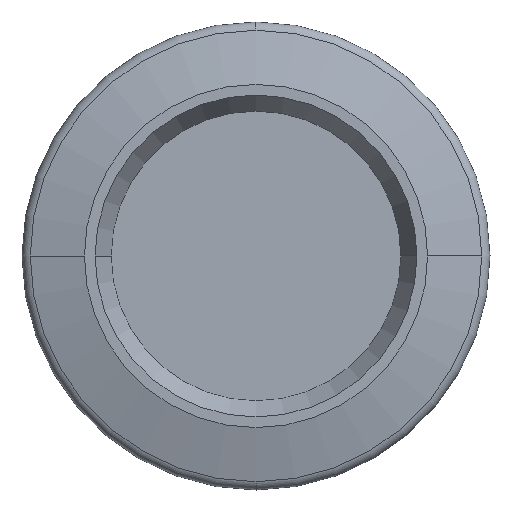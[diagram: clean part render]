
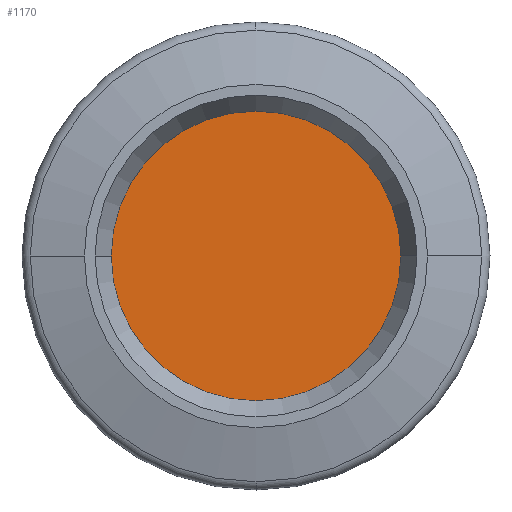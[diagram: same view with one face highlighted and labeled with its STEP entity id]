
A CAD part, left-side view. The second image highlights one B-rep face of the part: STEP entity #1170.
In plain terms, the highlighted planar face has unit normal (-1, 0, 0).
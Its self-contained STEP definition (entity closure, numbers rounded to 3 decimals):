
#522=CARTESIAN_POINT('',(3.8,13.,0.0));
#523=VERTEX_POINT('',#522);
#531=CARTESIAN_POINT('',(3.8,-13.,0.));
#532=VERTEX_POINT('',#531);
#539=CARTESIAN_POINT('',(3.8,0.0,0.0));
#540=DIRECTION('',(1.0,0.0,0.0));
#541=DIRECTION('',(0.0,1.0,0.0));
#542=AXIS2_PLACEMENT_3D('',#539,#540,#541);
#543=CIRCLE('',#542,13.);
#544=EDGE_CURVE('',#532,#523,#543,.T.);
#1155=CARTESIAN_POINT('',(3.8,1.198,-7.201));
#1156=DIRECTION('',(-1.0,0.0,0.0));
#1157=DIRECTION('',(0.0,0.986,0.164));
#1158=AXIS2_PLACEMENT_3D('',#1155,#1156,#1157);
#1159=PLANE('',#1158);
#1160=CARTESIAN_POINT('',(3.8,0.0,0.0));
#1161=DIRECTION('',(1.0,0.0,0.0));
#1162=DIRECTION('',(0.0,1.0,0.0));
#1163=AXIS2_PLACEMENT_3D('',#1160,#1161,#1162);
#1164=CIRCLE('',#1163,13.);
#1165=EDGE_CURVE('',#523,#532,#1164,.T.);
#1166=ORIENTED_EDGE('',*,*,#1165,.F.);
#1167=ORIENTED_EDGE('',*,*,#544,.F.);
#1168=EDGE_LOOP('',(#1166,#1167));
#1169=FACE_OUTER_BOUND('',#1168,.T.);
#1170=ADVANCED_FACE('',(#1169),#1159,.T.);
